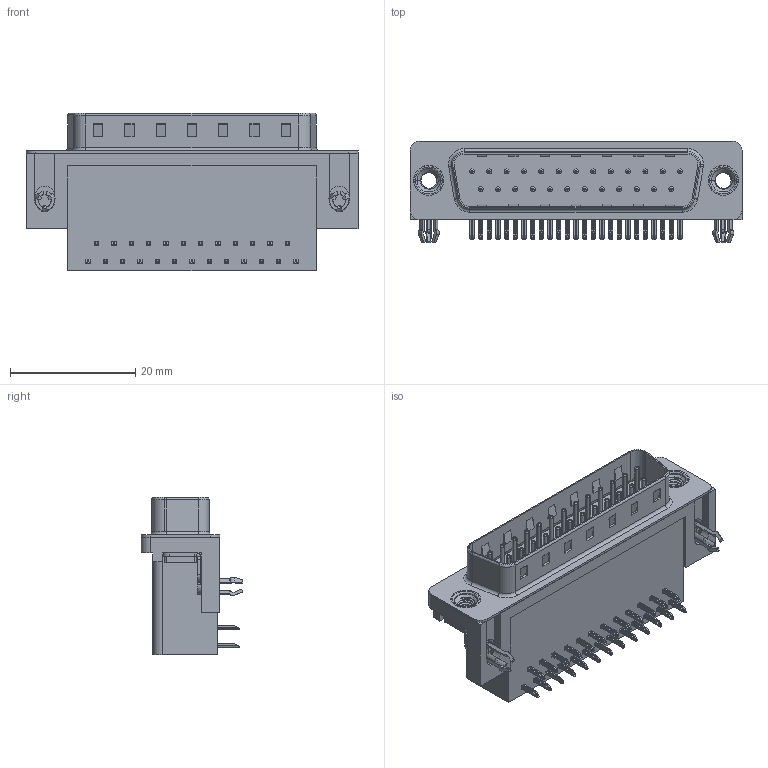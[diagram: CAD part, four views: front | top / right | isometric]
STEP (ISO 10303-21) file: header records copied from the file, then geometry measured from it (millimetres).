
FILE_DESCRIPTION (( 'STEP AP203' ), '1' );
FILE_NAME ('625-025-362-045.STEP', '2018-11-06T02:26:22', ( '' ), ( '' ), 'SwSTEP 2.0', 'SolidWorks 2016', '' );
FILE_SCHEMA (( 'CONFIG_CONTROL_DESIGN' ));
Length unit declared in the file: millimetre
Products named in the file (7): 625 Contact Bottom; 625 Contact Top; 625 Shell_25 Socket; 625 3 Prong Board Lock; 625 M3 Threaded Rivet; 625 Housing_25 Socket; 625-025-362-045
Assembly tree (31 placements, depth 2):
  625-025-362-045
    625 Housing_25 Socket
    625 Shell_25 Socket
    625 Contact Bottom  x12
    625 Contact Top  x13
    625 3 Prong Board Lock  x2
    625 M3 Threaded Rivet  x2
Bounding box: 53.04 x 16.25 x 25.16 mm (x, y, z)
Volume: 9167.5 mm3; surface area: 8925.8 mm2
Topology: 31 solids, 31 shells, 2369 faces, 5923 edges, 3673 vertices
Faces by surface type: plane 1443, cylinder 671, torus 205, cone 44, bspline 6
Entity records: 24120 total; most frequent: CARTESIAN_POINT 5141, DIRECTION 3738, ORIENTED_EDGE 3588, EDGE_CURVE 1794, AXIS2_PLACEMENT_3D 1252, LINE 1234, VECTOR 1234, VERTEX_POINT 1154
